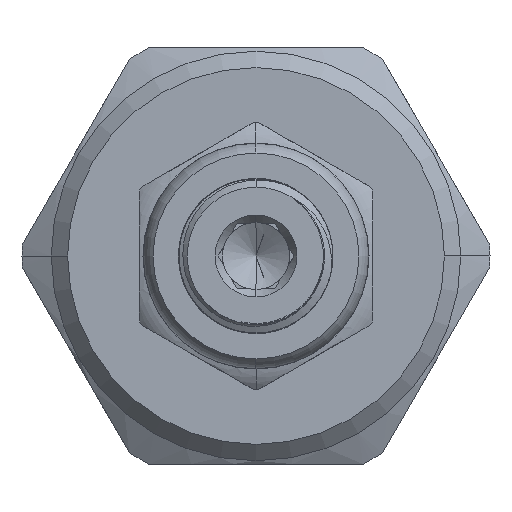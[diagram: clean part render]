
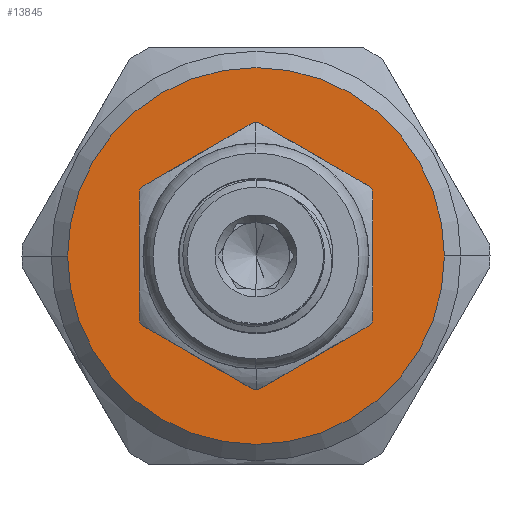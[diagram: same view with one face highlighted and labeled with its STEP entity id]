
A CAD part, left-side view. The second image highlights one B-rep face of the part: STEP entity #13845.
In plain terms, the highlighted planar face has unit normal (-1, 0, 0).
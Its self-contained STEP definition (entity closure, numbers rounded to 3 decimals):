
#763 = VERTEX_POINT ( 'NONE', #9887 ) ;
#1809 = DIRECTION ( 'NONE',  ( 0., 0., -1. ) ) ;
#1816 = DIRECTION ( 'NONE',  ( -1., 0., 0. ) ) ;
#1998 = CARTESIAN_POINT ( 'NONE',  ( -5.7, 0., 0. ) ) ;
#6499 = CARTESIAN_POINT ( 'NONE',  ( -5.7, 0., -6.875 ) ) ;
#6512 = CARTESIAN_POINT ( 'NONE',  ( -5.7, 11.5, 0. ) ) ;
#6817 = EDGE_CURVE ( 'NONE', #14413, #763, #11144, .T. ) ;
#6828 = EDGE_CURVE ( 'NONE', #14423, #14257, #11129, .T. ) ;
#6854 = AXIS2_PLACEMENT_3D ( 'NONE', #9022, #8895, #8705 ) ;
#6872 = AXIS2_PLACEMENT_3D ( 'NONE', #8760, #8806, #8863 ) ;
#8705 = DIRECTION ( 'NONE',  ( 0., 0., -1. ) ) ;
#8760 = CARTESIAN_POINT ( 'NONE',  ( -5.7, 0., 0. ) ) ;
#8806 = DIRECTION ( 'NONE',  ( -1., 0., 0. ) ) ;
#8863 = DIRECTION ( 'NONE',  ( 0., -1., 0. ) ) ;
#8895 = DIRECTION ( 'NONE',  ( -1., 0., 0. ) ) ;
#9022 = CARTESIAN_POINT ( 'NONE',  ( -5.7, 0., 0. ) ) ;
#9887 = CARTESIAN_POINT ( 'NONE',  ( -5.7, -11.5, 0. ) ) ;
#10686 = FACE_OUTER_BOUND ( 'NONE', #11220, .T. ) ;
#10691 = FACE_BOUND ( 'NONE', #11326, .T. ) ;
#10855 = CIRCLE ( 'NONE', #12477, 6.875 ) ;
#10946 = CIRCLE ( 'NONE', #12520, 11.5 ) ;
#11129 = CIRCLE ( 'NONE', #6854, 6.875 ) ;
#11144 = CIRCLE ( 'NONE', #6872, 11.5 ) ;
#11220 = EDGE_LOOP ( 'NONE', ( #11916, #11956 ) ) ;
#11326 = EDGE_LOOP ( 'NONE', ( #11865, #11876 ) ) ;
#11865 = ORIENTED_EDGE ( 'NONE', *, *, #6828, .F. ) ;
#11876 = ORIENTED_EDGE ( 'NONE', *, *, #12961, .F. ) ;
#11916 = ORIENTED_EDGE ( 'NONE', *, *, #12874, .T. ) ;
#11956 = ORIENTED_EDGE ( 'NONE', *, *, #6817, .T. ) ;
#12353 = DIRECTION ( 'NONE',  ( 0., -1., 0. ) ) ;
#12354 = DIRECTION ( 'NONE',  ( 1., 0., 0. ) ) ;
#12382 = PLANE ( 'NONE',  #12568 ) ;
#12397 = CARTESIAN_POINT ( 'NONE',  ( -5.7, 0., 0. ) ) ;
#12477 = AXIS2_PLACEMENT_3D ( 'NONE', #1998, #1816, #1809 ) ;
#12520 = AXIS2_PLACEMENT_3D ( 'NONE', #16914, #16976, #17032 ) ;
#12568 = AXIS2_PLACEMENT_3D ( 'NONE', #12397, #12354, #12353 ) ;
#12874 = EDGE_CURVE ( 'NONE', #763, #14413, #10946, .T. ) ;
#12961 = EDGE_CURVE ( 'NONE', #14257, #14423, #10855, .T. ) ;
#13845 = ADVANCED_FACE ( 'NONE', ( #10691, #10686 ), #12382, .F. ) ;
#14257 = VERTEX_POINT ( 'NONE', #16547 ) ;
#14413 = VERTEX_POINT ( 'NONE', #6512 ) ;
#14423 = VERTEX_POINT ( 'NONE', #6499 ) ;
#16547 = CARTESIAN_POINT ( 'NONE',  ( -5.7, 0., 6.875 ) ) ;
#16914 = CARTESIAN_POINT ( 'NONE',  ( -5.7, 0., 0. ) ) ;
#16976 = DIRECTION ( 'NONE',  ( -1., 0., 0. ) ) ;
#17032 = DIRECTION ( 'NONE',  ( 0., -1., 0. ) ) ;
